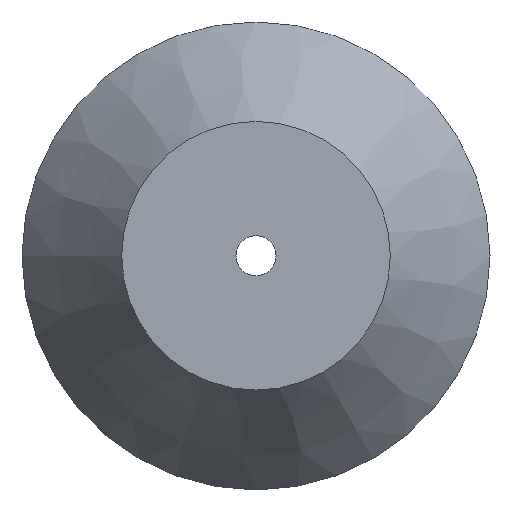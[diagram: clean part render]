
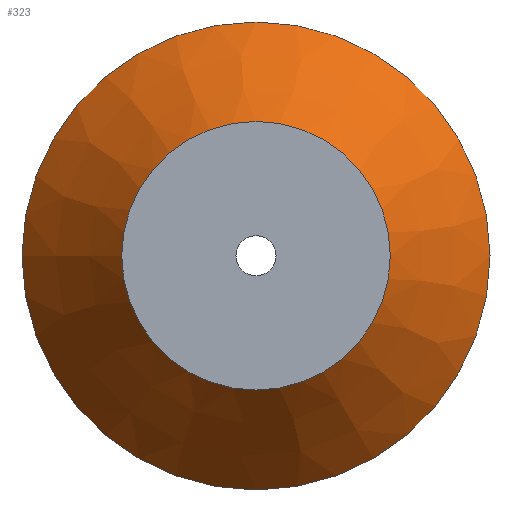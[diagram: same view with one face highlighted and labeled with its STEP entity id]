
A CAD part, top view. The second image highlights one B-rep face of the part: STEP entity #323.
In plain terms, the highlighted conical face has half-angle 36.709 degrees and reference radius 51.022 mm.
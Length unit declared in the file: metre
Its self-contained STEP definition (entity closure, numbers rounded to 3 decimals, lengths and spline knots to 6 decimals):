
#65=CONICAL_SURFACE('',#362,0.051022,0.641);
#69=ORIENTED_EDGE('',*,*,#144,.F.);
#70=ORIENTED_EDGE('',*,*,#145,.T.);
#144=EDGE_CURVE('',#182,#182,#212,.T.);
#145=EDGE_CURVE('',#183,#183,#213,.T.);
#182=VERTEX_POINT('',#504);
#183=VERTEX_POINT('',#507);
#212=CIRCLE('',#361,0.0889);
#213=CIRCLE('',#363,0.051022);
#227=EDGE_LOOP('',(#69));
#228=EDGE_LOOP('',(#70));
#267=FACE_BOUND('',#227,.T.);
#268=FACE_BOUND('',#228,.T.);
#323=ADVANCED_FACE('',(#267,#268),#65,.T.);
#361=AXIS2_PLACEMENT_3D('',#503,#403,#404);
#362=AXIS2_PLACEMENT_3D('',#505,#405,#406);
#363=AXIS2_PLACEMENT_3D('',#506,#407,#408);
#403=DIRECTION('',(0.,0.,-1.));
#404=DIRECTION('',(-1.,0.,0.));
#405=DIRECTION('',(0.,0.,-1.));
#406=DIRECTION('',(-1.,0.,0.));
#407=DIRECTION('',(0.,0.,-1.));
#408=DIRECTION('',(-1.,0.,0.));
#503=CARTESIAN_POINT('',(0.,0.,0.));
#504=CARTESIAN_POINT('',(-0.0889,0.,0.));
#505=CARTESIAN_POINT('',(0.,0.,0.0508));
#506=CARTESIAN_POINT('',(0.,0.,0.0508));
#507=CARTESIAN_POINT('',(-0.051022,0.,0.0508));
